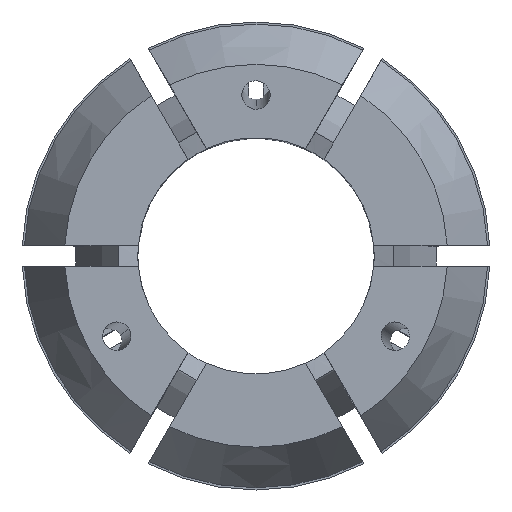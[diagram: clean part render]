
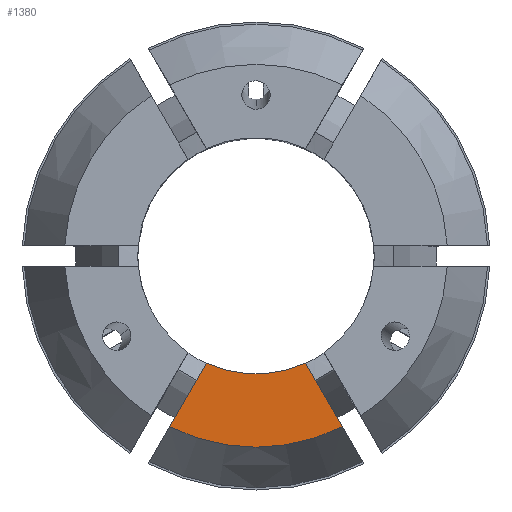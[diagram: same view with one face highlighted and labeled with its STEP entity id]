
A CAD part, top view. The second image highlights one B-rep face of the part: STEP entity #1380.
In plain terms, the highlighted planar face has unit normal (0, 0, 1).
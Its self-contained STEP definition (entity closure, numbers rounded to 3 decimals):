
#205 = VECTOR ( 'NONE', #1079, 1000. ) ;
#229 = CARTESIAN_POINT ( 'NONE',  ( 0., 0., 40. ) ) ;
#340 = DIRECTION ( 'NONE',  ( 0.5, -0.866, 0. ) ) ;
#445 = AXIS2_PLACEMENT_3D ( 'NONE', #229, #2671, #797 ) ;
#481 = DIRECTION ( 'NONE',  ( 1., 0., 0. ) ) ;
#740 = ORIENTED_EDGE ( 'NONE', *, *, #1885, .T. ) ;
#764 = EDGE_LOOP ( 'NONE', ( #2022, #740, #2634, #2764 ) ) ;
#797 = DIRECTION ( 'NONE',  ( -1., 0., 0. ) ) ;
#934 = AXIS2_PLACEMENT_3D ( 'NONE', #2062, #2705, #481 ) ;
#1048 = CIRCLE ( 'NONE', #445, 13.499 ) ;
#1079 = DIRECTION ( 'NONE',  ( -0.5, -0.866, 0. ) ) ;
#1219 = PLANE ( 'NONE',  #2231 ) ;
#1276 = LINE ( 'NONE', #1825, #2464 ) ;
#1380 = ADVANCED_FACE ( 'NONE', ( #3630 ), #1219, .T. ) ;
#1491 = VERTEX_POINT ( 'NONE', #1799 ) ;
#1514 = CARTESIAN_POINT ( 'NONE',  ( 0., 13.499, 40. ) ) ;
#1531 = VERTEX_POINT ( 'NONE', #3475 ) ;
#1684 = CIRCLE ( 'NONE', #934, 8.334 ) ;
#1722 = VERTEX_POINT ( 'NONE', #3453 ) ;
#1799 = CARTESIAN_POINT ( 'NONE',  ( -3.501, -7.564, 40. ) ) ;
#1825 = CARTESIAN_POINT ( 'NONE',  ( -6.495, 9.75, 40. ) ) ;
#1885 = EDGE_CURVE ( 'NONE', #1491, #1531, #2284, .T. ) ;
#1978 = VERTEX_POINT ( 'NONE', #3582 ) ;
#2022 = ORIENTED_EDGE ( 'NONE', *, *, #2146, .F. ) ;
#2062 = CARTESIAN_POINT ( 'NONE',  ( 0., 0., 40. ) ) ;
#2146 = EDGE_CURVE ( 'NONE', #1491, #1978, #1684, .T. ) ;
#2158 = DIRECTION ( 'NONE',  ( 0., 0., 1. ) ) ;
#2231 = AXIS2_PLACEMENT_3D ( 'NONE', #1514, #2158, #3738 ) ;
#2284 = LINE ( 'NONE', #2953, #205 ) ;
#2464 = VECTOR ( 'NONE', #340, 1000. ) ;
#2634 = ORIENTED_EDGE ( 'NONE', *, *, #3440, .F. ) ;
#2671 = DIRECTION ( 'NONE',  ( 0., 0., -1. ) ) ;
#2705 = DIRECTION ( 'NONE',  ( 0., 0., 1. ) ) ;
#2764 = ORIENTED_EDGE ( 'NONE', *, *, #3187, .F. ) ;
#2953 = CARTESIAN_POINT ( 'NONE',  ( 6.495, 9.75, 40. ) ) ;
#3187 = EDGE_CURVE ( 'NONE', #1978, #1722, #1276, .T. ) ;
#3440 = EDGE_CURVE ( 'NONE', #1722, #1531, #1048, .T. ) ;
#3453 = CARTESIAN_POINT ( 'NONE',  ( 6.09, -12.048, 40. ) ) ;
#3475 = CARTESIAN_POINT ( 'NONE',  ( -6.09, -12.048, 40. ) ) ;
#3582 = CARTESIAN_POINT ( 'NONE',  ( 3.501, -7.564, 40. ) ) ;
#3630 = FACE_OUTER_BOUND ( 'NONE', #764, .T. ) ;
#3738 = DIRECTION ( 'NONE',  ( 1., 0., 0. ) ) ;
